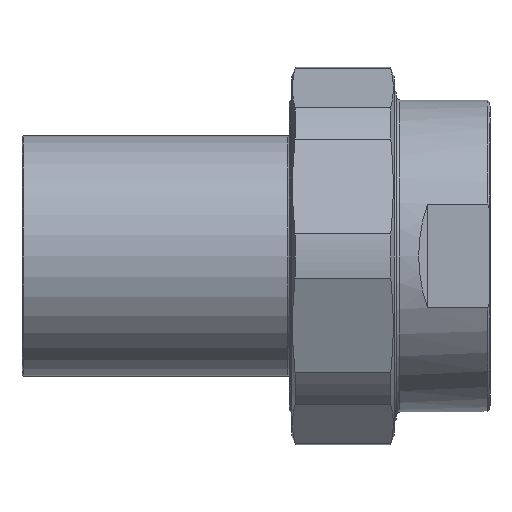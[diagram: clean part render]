
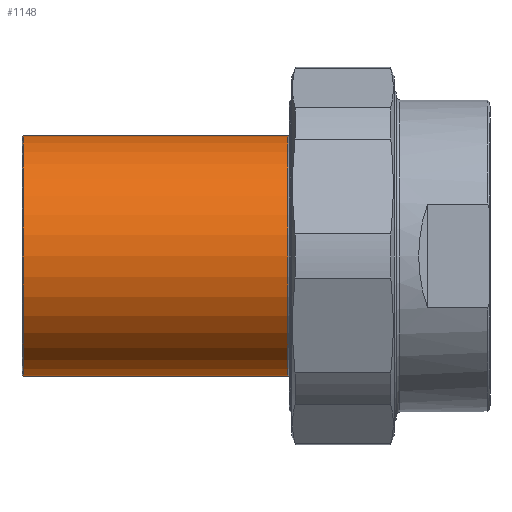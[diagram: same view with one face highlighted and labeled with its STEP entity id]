
A CAD part, front view. The second image highlights one B-rep face of the part: STEP entity #1148.
In plain terms, the highlighted cylindrical face has radius 27 mm (diameter 54 mm), a full revolution.
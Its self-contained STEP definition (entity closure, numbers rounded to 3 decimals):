
#182=FACE_OUTER_BOUND('',#263,.T.);
#263=EDGE_LOOP('',(#1030,#1031,#1032,#1033,#1034,#1035));
#315=LINE('',#2147,#365);
#365=VECTOR('',#1746,27.);
#452=CIRCLE('',#1372,27.);
#455=CIRCLE('',#1375,27.);
#457=CIRCLE('',#1379,27.);
#458=CIRCLE('',#1380,27.);
#562=VERTEX_POINT('',#2135);
#563=VERTEX_POINT('',#2136);
#566=VERTEX_POINT('',#2146);
#567=VERTEX_POINT('',#2148);
#719=EDGE_CURVE('',#562,#563,#452,.T.);
#722=EDGE_CURVE('',#563,#562,#455,.T.);
#724=EDGE_CURVE('',#562,#566,#315,.T.);
#725=EDGE_CURVE('',#567,#566,#457,.T.);
#726=EDGE_CURVE('',#566,#567,#458,.T.);
#1030=ORIENTED_EDGE('',*,*,#719,.F.);
#1031=ORIENTED_EDGE('',*,*,#724,.T.);
#1032=ORIENTED_EDGE('',*,*,#725,.F.);
#1033=ORIENTED_EDGE('',*,*,#726,.F.);
#1034=ORIENTED_EDGE('',*,*,#724,.F.);
#1035=ORIENTED_EDGE('',*,*,#722,.F.);
#1085=CYLINDRICAL_SURFACE('',#1378,27.);
#1148=ADVANCED_FACE('',(#182),#1085,.T.);
#1372=AXIS2_PLACEMENT_3D('',#2137,#1732,#1733);
#1375=AXIS2_PLACEMENT_3D('',#2141,#1738,#1739);
#1378=AXIS2_PLACEMENT_3D('',#2145,#1744,#1745);
#1379=AXIS2_PLACEMENT_3D('',#2149,#1747,#1748);
#1380=AXIS2_PLACEMENT_3D('',#2150,#1749,#1750);
#1732=DIRECTION('center_axis',(1.,0.,0.));
#1733=DIRECTION('ref_axis',(0.,-1.,0.));
#1738=DIRECTION('center_axis',(1.,0.,0.));
#1739=DIRECTION('ref_axis',(0.,-1.,0.));
#1744=DIRECTION('center_axis',(1.,0.,0.));
#1745=DIRECTION('ref_axis',(0.,1.,0.));
#1746=DIRECTION('',(-1.,0.,0.));
#1747=DIRECTION('center_axis',(-1.,0.,0.));
#1748=DIRECTION('ref_axis',(0.,-1.,0.));
#1749=DIRECTION('center_axis',(-1.,0.,0.));
#1750=DIRECTION('ref_axis',(0.,-1.,0.));
#2135=CARTESIAN_POINT('',(-15.4,-27.,0.));
#2136=CARTESIAN_POINT('',(-15.4,0.,27.));
#2137=CARTESIAN_POINT('Origin',(-15.4,0.,0.));
#2141=CARTESIAN_POINT('Origin',(-15.4,0.,0.));
#2145=CARTESIAN_POINT('Origin',(-45.,0.,0.));
#2146=CARTESIAN_POINT('',(-74.7,-27.,0.));
#2147=CARTESIAN_POINT('',(-45.,-27.,0.));
#2148=CARTESIAN_POINT('',(-74.7,27.,0.));
#2149=CARTESIAN_POINT('Origin',(-74.7,0.,0.));
#2150=CARTESIAN_POINT('Origin',(-74.7,0.,0.));
